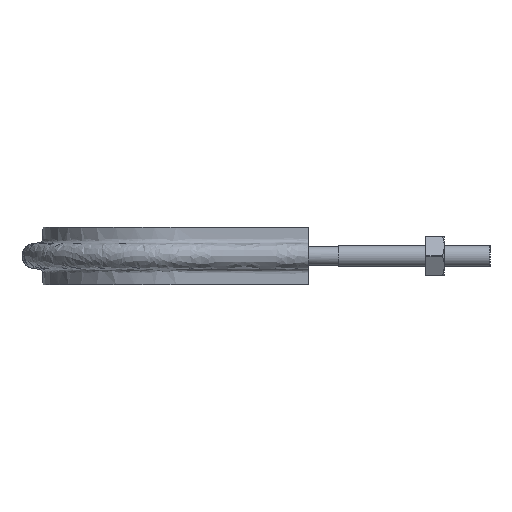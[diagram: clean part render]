
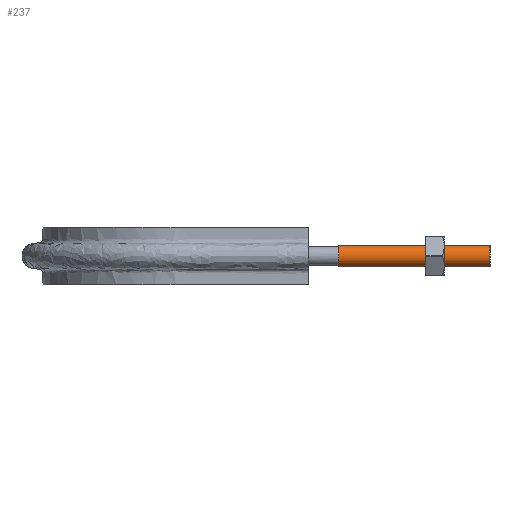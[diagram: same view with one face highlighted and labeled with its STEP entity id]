
A CAD part, left-side view. The second image highlights one B-rep face of the part: STEP entity #237.
In plain terms, the highlighted cylindrical face has radius 4.6 mm (diameter 9.2 mm), a full revolution.
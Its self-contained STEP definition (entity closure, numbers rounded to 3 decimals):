
#237 = ADVANCED_FACE( '', ( #336, #337 ), #338, .T. );
#336 = FACE_OUTER_BOUND( '', #1158, .T. );
#337 = FACE_OUTER_BOUND( '', #1159, .T. );
#338 = CYLINDRICAL_SURFACE( '', #1160, 4.6 );
#1158 = EDGE_LOOP( '', ( #1417 ) );
#1159 = EDGE_LOOP( '', ( #1418 ) );
#1160 = AXIS2_PLACEMENT_3D( '', #1419, #1420, #1421 );
#1417 = ORIENTED_EDGE( '', *, *, #1861, .T. );
#1418 = ORIENTED_EDGE( '', *, *, #1862, .F. );
#1419 = CARTESIAN_POINT( '', ( -63., 66., 0. ) );
#1420 = DIRECTION( '', ( 0., 1., 0. ) );
#1421 = DIRECTION( '', ( 1., 0., 0. ) );
#1861 = EDGE_CURVE( '', #2037, #2037, #2038, .T. );
#1862 = EDGE_CURVE( '', #2039, #2039, #2040, .T. );
#2037 = VERTEX_POINT( '', #2523 );
#2038 = CIRCLE( '', #2524, 4.6 );
#2039 = VERTEX_POINT( '', #2525 );
#2040 = CIRCLE( '', #2526, 4.6 );
#2523 = CARTESIAN_POINT( '', ( -58.4, 66., 0. ) );
#2524 = AXIS2_PLACEMENT_3D( '', #2931, #2932, #2933 );
#2525 = CARTESIAN_POINT( '', ( -58.4, 0., 0. ) );
#2526 = AXIS2_PLACEMENT_3D( '', #2934, #2935, #2936 );
#2931 = CARTESIAN_POINT( '', ( -63., 66., 0. ) );
#2932 = DIRECTION( '', ( 0., -1., 0. ) );
#2933 = DIRECTION( '', ( 1., 0., 0. ) );
#2934 = CARTESIAN_POINT( '', ( -63., 0., 0. ) );
#2935 = DIRECTION( '', ( 0., -1., 0. ) );
#2936 = DIRECTION( '', ( 1., 0., 0. ) );
